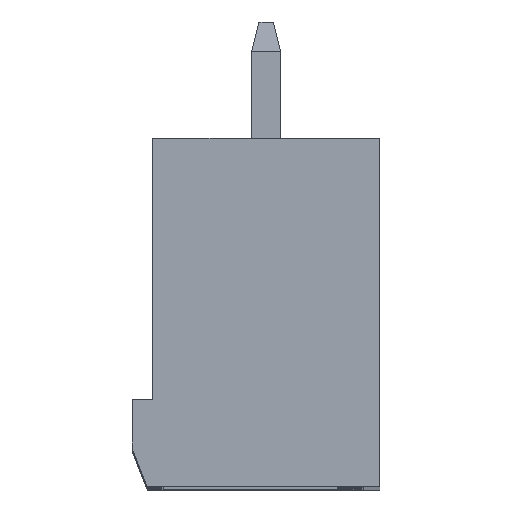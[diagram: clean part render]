
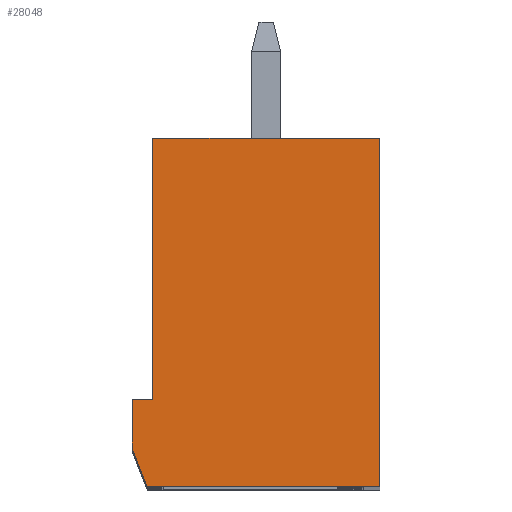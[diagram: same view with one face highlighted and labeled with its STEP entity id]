
A CAD part, top view. The second image highlights one B-rep face of the part: STEP entity #28048.
In plain terms, the highlighted planar face has unit normal (0, 0, 1).
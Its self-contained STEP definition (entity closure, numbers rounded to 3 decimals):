
#28=DIRECTION('',(0.,-1.,0.));
#29=VECTOR('',#28,1.7);
#30=CARTESIAN_POINT('',(-4.6,3.,61.66));
#31=LINE('',#30,#29);
#76=DIRECTION('',(-1.,0.,0.));
#77=VECTOR('',#76,0.7);
#78=CARTESIAN_POINT('',(-3.9,3.,61.66));
#79=LINE('',#78,#77);
#88=DIRECTION('',(0.,-1.,0.));
#89=VECTOR('',#88,9.);
#90=CARTESIAN_POINT('',(-3.9,12.,61.66));
#91=LINE('',#90,#89);
#104=DIRECTION('',(-1.,0.,0.));
#105=VECTOR('',#104,7.8);
#106=CARTESIAN_POINT('',(3.9,12.,61.66));
#107=LINE('',#106,#105);
#160=DIRECTION('',(0.,1.,0.));
#161=VECTOR('',#160,12.);
#162=CARTESIAN_POINT('',(3.9,0.,61.66));
#163=LINE('',#162,#161);
#373=DIRECTION('',(1.,0.,0.));
#374=VECTOR('',#373,8.);
#375=CARTESIAN_POINT('',(-4.1,0.,61.66));
#376=LINE('',#375,#374);
#9629=DIRECTION('',(-0.359,0.933,0.));
#9630=VECTOR('',#9629,1.393);
#9631=CARTESIAN_POINT('',(-4.1,0.,61.66));
#9632=LINE('',#9631,#9630);
#11840=CARTESIAN_POINT('',(-4.1,0.,61.66));
#11841=VERTEX_POINT('',#11840);
#11842=CARTESIAN_POINT('',(3.9,0.,61.66));
#11843=VERTEX_POINT('',#11842);
#11844=CARTESIAN_POINT('',(-4.6,1.3,61.66));
#11845=VERTEX_POINT('',#11844);
#11846=CARTESIAN_POINT('',(3.9,12.,61.66));
#11847=VERTEX_POINT('',#11846);
#11848=CARTESIAN_POINT('',(-3.9,12.,61.66));
#11849=VERTEX_POINT('',#11848);
#11850=CARTESIAN_POINT('',(-4.6,3.,61.66));
#11851=VERTEX_POINT('',#11850);
#11852=CARTESIAN_POINT('',(-3.9,3.,61.66));
#11853=VERTEX_POINT('',#11852);
#28034=CARTESIAN_POINT('',(0.,0.,61.66));
#28035=DIRECTION('',(0.,0.,-1.));
#28036=DIRECTION('',(-1.,0.,0.));
#28037=AXIS2_PLACEMENT_3D('',#28034,#28035,#28036);
#28038=PLANE('',#28037);
#28039=ORIENTED_EDGE('',*,*,#14492,.F.);
#28040=ORIENTED_EDGE('',*,*,#28027,.T.);
#28041=ORIENTED_EDGE('',*,*,#14179,.F.);
#28042=ORIENTED_EDGE('',*,*,#14242,.F.);
#28043=ORIENTED_EDGE('',*,*,#14257,.F.);
#28044=ORIENTED_EDGE('',*,*,#14280,.F.);
#28045=ORIENTED_EDGE('',*,*,#14383,.F.);
#28046=EDGE_LOOP('',(#28039,#28040,#28041,#28042,#28043,#28044,#28045));
#28047=FACE_OUTER_BOUND('',#28046,.F.);
#28048=ADVANCED_FACE('',(#28047),#28038,.F.);
#14179=EDGE_CURVE('',#11851,#11845,#31,.T.);
#14242=EDGE_CURVE('',#11853,#11851,#79,.T.);
#14257=EDGE_CURVE('',#11849,#11853,#91,.T.);
#14280=EDGE_CURVE('',#11847,#11849,#107,.T.);
#14383=EDGE_CURVE('',#11843,#11847,#163,.T.);
#14492=EDGE_CURVE('',#11841,#11843,#376,.T.);
#28027=EDGE_CURVE('',#11841,#11845,#9632,.T.);
